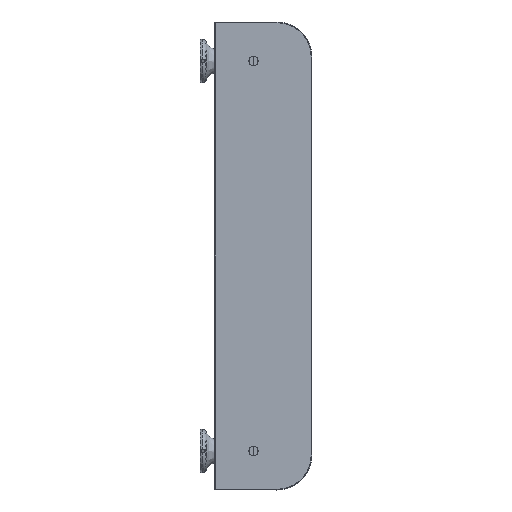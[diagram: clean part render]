
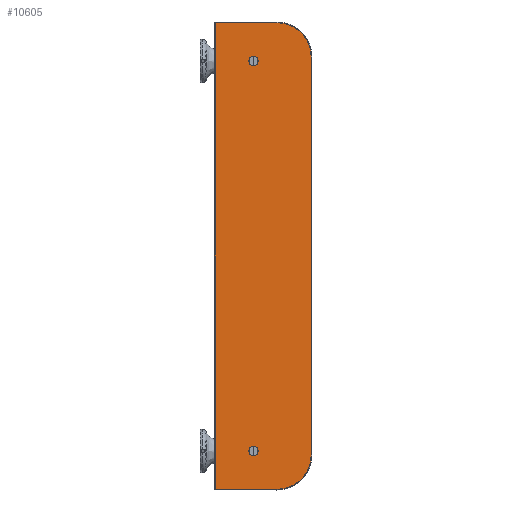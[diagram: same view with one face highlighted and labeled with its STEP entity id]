
A CAD part, left-side view. The second image highlights one B-rep face of the part: STEP entity #10605.
In plain terms, the highlighted planar face has unit normal (-1, 0, 0).
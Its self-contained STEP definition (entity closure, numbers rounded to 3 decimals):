
#8 = CARTESIAN_POINT ( 'NONE',  ( -4., -17.5, 299. ) ) ;
#144 = CARTESIAN_POINT ( 'NONE',  ( -4., -61.5, 0. ) ) ;
#290 = EDGE_CURVE ( 'NONE', #11036, #13124, #2998, .T. ) ;
#828 = CARTESIAN_POINT ( 'NONE',  ( -4., 12.5, 255.5 ) ) ;
#1098 = VERTEX_POINT ( 'NONE', #8 ) ;
#1212 = DIRECTION ( 'NONE',  ( 0., 0., -1. ) ) ;
#1244 = CARTESIAN_POINT ( 'NONE',  ( -4., 12.5, -244.5 ) ) ;
#1393 = AXIS2_PLACEMENT_3D ( 'NONE', #13731, #9795, #16754 ) ;
#1476 = ORIENTED_EDGE ( 'NONE', *, *, #15189, .F. ) ;
#1680 = VERTEX_POINT ( 'NONE', #2518 ) ;
#1683 = DIRECTION ( 'NONE',  ( 0., 0., 1. ) ) ;
#1840 = ORIENTED_EDGE ( 'NONE', *, *, #6974, .F. ) ;
#2097 = VERTEX_POINT ( 'NONE', #3047 ) ;
#2380 = DIRECTION ( 'NONE',  ( 1., 0., 0. ) ) ;
#2518 = CARTESIAN_POINT ( 'NONE',  ( -4., -17.5, -299. ) ) ;
#2695 = EDGE_CURVE ( 'NONE', #7038, #13767, #16816, .T. ) ;
#2962 = EDGE_CURVE ( 'NONE', #10481, #17584, #14734, .T. ) ;
#2998 = CIRCLE ( 'NONE', #17921, 5.5 ) ;
#3047 = CARTESIAN_POINT ( 'NONE',  ( -4., -61.5, -255. ) ) ;
#3164 = CARTESIAN_POINT ( 'NONE',  ( -4., 61.5, 299. ) ) ;
#3254 = AXIS2_PLACEMENT_3D ( 'NONE', #5177, #6627, #11227 ) ;
#3316 = VECTOR ( 'NONE', #1683, 1000. ) ;
#3913 = CARTESIAN_POINT ( 'NONE',  ( -4., 12.5, 244.5 ) ) ;
#3939 = ORIENTED_EDGE ( 'NONE', *, *, #7339, .F. ) ;
#4155 = DIRECTION ( 'NONE',  ( 0., 1., 0. ) ) ;
#4254 = DIRECTION ( 'NONE',  ( 0., 0., -1. ) ) ;
#5112 = DIRECTION ( 'NONE',  ( -1., 0., 0. ) ) ;
#5177 = CARTESIAN_POINT ( 'NONE',  ( -4., 12.5, 250. ) ) ;
#5536 = ORIENTED_EDGE ( 'NONE', *, *, #8467, .F. ) ;
#5691 = ORIENTED_EDGE ( 'NONE', *, *, #16813, .F. ) ;
#5839 = VECTOR ( 'NONE', #4155, 1000. ) ;
#5850 = EDGE_LOOP ( 'NONE', ( #14511, #5691, #3939, #14480, #1476, #8795 ) ) ;
#5996 = CARTESIAN_POINT ( 'NONE',  ( -4., 61.5, 0. ) ) ;
#6225 = VECTOR ( 'NONE', #12711, 1000. ) ;
#6433 = CIRCLE ( 'NONE', #7015, 5.5 ) ;
#6481 = ORIENTED_EDGE ( 'NONE', *, *, #290, .F. ) ;
#6567 = CARTESIAN_POINT ( 'NONE',  ( -4., 12.5, -250. ) ) ;
#6627 = DIRECTION ( 'NONE',  ( -1., 0., 0. ) ) ;
#6942 = CIRCLE ( 'NONE', #1393, 44. ) ;
#6974 = EDGE_CURVE ( 'NONE', #13124, #11036, #6433, .T. ) ;
#6986 = LINE ( 'NONE', #144, #16103 ) ;
#7015 = AXIS2_PLACEMENT_3D ( 'NONE', #15203, #16308, #9262 ) ;
#7038 = VERTEX_POINT ( 'NONE', #13561 ) ;
#7252 = LINE ( 'NONE', #16703, #5839 ) ;
#7339 = EDGE_CURVE ( 'NONE', #17712, #2097, #6986, .T. ) ;
#7364 = AXIS2_PLACEMENT_3D ( 'NONE', #14938, #2380, #13650 ) ;
#8467 = EDGE_CURVE ( 'NONE', #17584, #10481, #11154, .T. ) ;
#8666 = CARTESIAN_POINT ( 'NONE',  ( -4., 0., 299. ) ) ;
#8795 = ORIENTED_EDGE ( 'NONE', *, *, #2695, .F. ) ;
#9262 = DIRECTION ( 'NONE',  ( 0., 0., -1. ) ) ;
#9301 = DIRECTION ( 'NONE',  ( 0., 0., -1. ) ) ;
#9350 = FACE_BOUND ( 'NONE', #11737, .T. ) ;
#9795 = DIRECTION ( 'NONE',  ( 1., 0., 0. ) ) ;
#10481 = VERTEX_POINT ( 'NONE', #828 ) ;
#10542 = AXIS2_PLACEMENT_3D ( 'NONE', #16535, #13424, #9301 ) ;
#10550 = EDGE_LOOP ( 'NONE', ( #5536, #11484 ) ) ;
#10605 = ADVANCED_FACE ( 'NONE', ( #10990, #9350, #13738 ), #16397, .F. ) ;
#10705 = DIRECTION ( 'NONE',  ( 0., 0., -1. ) ) ;
#10759 = CARTESIAN_POINT ( 'NONE',  ( -4., 12.5, 250. ) ) ;
#10939 = DIRECTION ( 'NONE',  ( -1., 0., 0. ) ) ;
#10990 = FACE_BOUND ( 'NONE', #10550, .T. ) ;
#11036 = VERTEX_POINT ( 'NONE', #1244 ) ;
#11154 = CIRCLE ( 'NONE', #3254, 5.5 ) ;
#11227 = DIRECTION ( 'NONE',  ( 0., 0., -1. ) ) ;
#11484 = ORIENTED_EDGE ( 'NONE', *, *, #2962, .F. ) ;
#11737 = EDGE_LOOP ( 'NONE', ( #1840, #6481 ) ) ;
#12456 = CARTESIAN_POINT ( 'NONE',  ( -4., 12.5, -255.5 ) ) ;
#12711 = DIRECTION ( 'NONE',  ( 0., -1., 0. ) ) ;
#13124 = VERTEX_POINT ( 'NONE', #12456 ) ;
#13424 = DIRECTION ( 'NONE',  ( 1., 0., 0. ) ) ;
#13561 = CARTESIAN_POINT ( 'NONE',  ( -4., 61.5, -299. ) ) ;
#13650 = DIRECTION ( 'NONE',  ( 0., 0., -1. ) ) ;
#13731 = CARTESIAN_POINT ( 'NONE',  ( -4., -17.5, -255. ) ) ;
#13738 = FACE_OUTER_BOUND ( 'NONE', #5850, .T. ) ;
#13767 = VERTEX_POINT ( 'NONE', #3164 ) ;
#14084 = LINE ( 'NONE', #8666, #6225 ) ;
#14480 = ORIENTED_EDGE ( 'NONE', *, *, #15528, .F. ) ;
#14511 = ORIENTED_EDGE ( 'NONE', *, *, #15850, .F. ) ;
#14734 = CIRCLE ( 'NONE', #15599, 5.5 ) ;
#14938 = CARTESIAN_POINT ( 'NONE',  ( -4., 0., 0. ) ) ;
#15189 = EDGE_CURVE ( 'NONE', #13767, #1098, #14084, .T. ) ;
#15203 = CARTESIAN_POINT ( 'NONE',  ( -4., 12.5, -250. ) ) ;
#15528 = EDGE_CURVE ( 'NONE', #1098, #17712, #16970, .T. ) ;
#15599 = AXIS2_PLACEMENT_3D ( 'NONE', #10759, #10939, #1212 ) ;
#15850 = EDGE_CURVE ( 'NONE', #1680, #7038, #7252, .T. ) ;
#16103 = VECTOR ( 'NONE', #4254, 1000. ) ;
#16308 = DIRECTION ( 'NONE',  ( -1., 0., 0. ) ) ;
#16397 = PLANE ( 'NONE',  #7364 ) ;
#16535 = CARTESIAN_POINT ( 'NONE',  ( -4., -17.5, 255. ) ) ;
#16703 = CARTESIAN_POINT ( 'NONE',  ( -4., 0., -299. ) ) ;
#16754 = DIRECTION ( 'NONE',  ( 0., 0., -1. ) ) ;
#16813 = EDGE_CURVE ( 'NONE', #2097, #1680, #6942, .T. ) ;
#16816 = LINE ( 'NONE', #5996, #3316 ) ;
#16970 = CIRCLE ( 'NONE', #10542, 44. ) ;
#17372 = CARTESIAN_POINT ( 'NONE',  ( -4., -61.5, 255. ) ) ;
#17584 = VERTEX_POINT ( 'NONE', #3913 ) ;
#17712 = VERTEX_POINT ( 'NONE', #17372 ) ;
#17921 = AXIS2_PLACEMENT_3D ( 'NONE', #6567, #5112, #10705 ) ;
